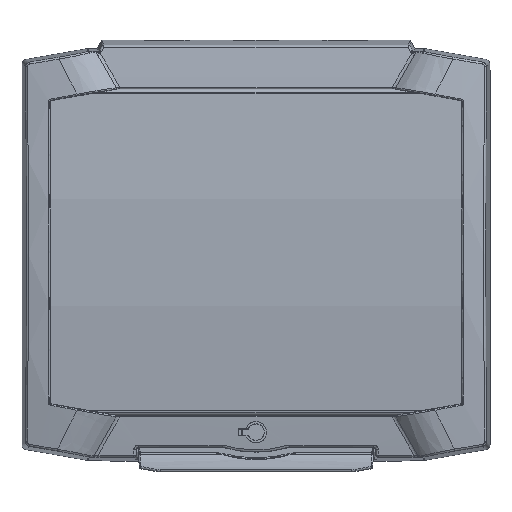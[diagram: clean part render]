
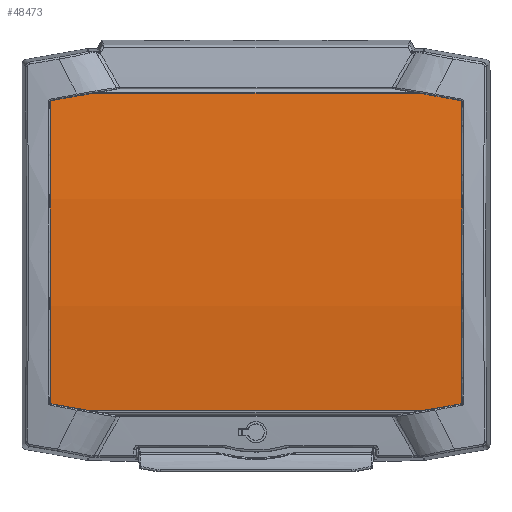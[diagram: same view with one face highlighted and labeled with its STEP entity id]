
A CAD part, top view. The second image highlights one B-rep face of the part: STEP entity #48473.
In plain terms, the highlighted cylindrical face has radius 598.5 mm (diameter 1197 mm), a partial arc.
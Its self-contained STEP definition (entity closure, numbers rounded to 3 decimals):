
#2897=LINE('',#84625,#7108);
#2907=LINE('',#84655,#7118);
#2910=LINE('',#84663,#7121);
#2911=LINE('',#84667,#7122);
#2912=LINE('',#84671,#7123);
#2913=LINE('',#84675,#7124);
#7108=VECTOR('',#59545,0.443);
#7118=VECTOR('',#59571,178.);
#7121=VECTOR('',#59580,0.443);
#7122=VECTOR('',#59583,178.);
#7123=VECTOR('',#59586,0.443);
#7124=VECTOR('',#59589,0.443);
#13332=FACE_OUTER_BOUND('',#16159,.T.);
#16159=EDGE_LOOP('',(#36402,#36403,#36404,#36405,#36406,#36407,#36408,#36409,
#36410,#36411,#36412,#36413));
#18823=CIRCLE('',#52019,598.5);
#18824=CIRCLE('',#52020,598.5);
#18825=CIRCLE('',#52021,598.5);
#18826=CIRCLE('',#52022,598.5);
#18827=CIRCLE('',#52023,598.5);
#18828=CIRCLE('',#52024,598.5);
#21440=VERTEX_POINT('',#84618);
#21443=VERTEX_POINT('',#84623);
#21454=VERTEX_POINT('',#84653);
#21455=VERTEX_POINT('',#84654);
#21456=VERTEX_POINT('',#84660);
#21457=VERTEX_POINT('',#84662);
#21458=VERTEX_POINT('',#84664);
#21459=VERTEX_POINT('',#84666);
#21460=VERTEX_POINT('',#84668);
#21461=VERTEX_POINT('',#84670);
#21462=VERTEX_POINT('',#84672);
#21463=VERTEX_POINT('',#84674);
#26927=EDGE_CURVE('',#21443,#21440,#2897,.T.);
#26941=EDGE_CURVE('',#21454,#21455,#2907,.T.);
#26944=EDGE_CURVE('',#21455,#21440,#18823,.T.);
#26945=EDGE_CURVE('',#21456,#21443,#18824,.T.);
#26946=EDGE_CURVE('',#21457,#21456,#2910,.T.);
#26947=EDGE_CURVE('',#21457,#21458,#18825,.T.);
#26948=EDGE_CURVE('',#21458,#21459,#2911,.T.);
#26949=EDGE_CURVE('',#21459,#21460,#18826,.T.);
#26950=EDGE_CURVE('',#21461,#21460,#2912,.T.);
#26951=EDGE_CURVE('',#21462,#21461,#18827,.T.);
#26952=EDGE_CURVE('',#21463,#21462,#2913,.T.);
#26953=EDGE_CURVE('',#21463,#21454,#18828,.T.);
#36402=ORIENTED_EDGE('',*,*,#26944,.T.);
#36403=ORIENTED_EDGE('',*,*,#26927,.F.);
#36404=ORIENTED_EDGE('',*,*,#26945,.F.);
#36405=ORIENTED_EDGE('',*,*,#26946,.F.);
#36406=ORIENTED_EDGE('',*,*,#26947,.T.);
#36407=ORIENTED_EDGE('',*,*,#26948,.T.);
#36408=ORIENTED_EDGE('',*,*,#26949,.T.);
#36409=ORIENTED_EDGE('',*,*,#26950,.F.);
#36410=ORIENTED_EDGE('',*,*,#26951,.F.);
#36411=ORIENTED_EDGE('',*,*,#26952,.F.);
#36412=ORIENTED_EDGE('',*,*,#26953,.T.);
#36413=ORIENTED_EDGE('',*,*,#26941,.T.);
#46591=CYLINDRICAL_SURFACE('',#52018,598.5);
#48473=ADVANCED_FACE('',(#13332),#46591,.T.);
#52018=AXIS2_PLACEMENT_3D('',#84658,#59574,#59575);
#52019=AXIS2_PLACEMENT_3D('',#84659,#59576,#59577);
#52020=AXIS2_PLACEMENT_3D('',#84661,#59578,#59579);
#52021=AXIS2_PLACEMENT_3D('',#84665,#59581,#59582);
#52022=AXIS2_PLACEMENT_3D('',#84669,#59584,#59585);
#52023=AXIS2_PLACEMENT_3D('',#84673,#59587,#59588);
#52024=AXIS2_PLACEMENT_3D('',#84676,#59590,#59591);
#59545=DIRECTION('',(1.,0.,0.));
#59571=DIRECTION('',(-1.,0.,0.));
#59574=DIRECTION('center_axis',(-1.,0.,0.));
#59575=DIRECTION('ref_axis',(0.,-1.,0.));
#59576=DIRECTION('center_axis',(-1.,0.,0.));
#59577=DIRECTION('ref_axis',(0.,-1.,0.));
#59578=DIRECTION('center_axis',(-1.,0.,0.));
#59579=DIRECTION('ref_axis',(0.,-1.,0.));
#59580=DIRECTION('',(-1.,0.,0.));
#59581=DIRECTION('center_axis',(-1.,0.,0.));
#59582=DIRECTION('ref_axis',(0.,-1.,0.));
#59583=DIRECTION('',(1.,0.,0.));
#59584=DIRECTION('center_axis',(1.,0.,0.));
#59585=DIRECTION('ref_axis',(0.,-1.,0.));
#59586=DIRECTION('',(-1.,0.,0.));
#59587=DIRECTION('center_axis',(1.,0.,0.));
#59588=DIRECTION('ref_axis',(0.,-1.,0.));
#59589=DIRECTION('',(1.,0.,0.));
#59590=DIRECTION('center_axis',(1.,0.,0.));
#59591=DIRECTION('ref_axis',(0.,-1.,0.));
#84618=CARTESIAN_POINT('',(-89.,68.071,10.116));
#84623=CARTESIAN_POINT('',(-89.443,68.071,10.116));
#84625=CARTESIAN_POINT('',(-89.443,68.071,10.116));
#84653=CARTESIAN_POINT('',(89.,67.5,10.181));
#84654=CARTESIAN_POINT('',(-89.,67.5,10.181));
#84655=CARTESIAN_POINT('',(89.,67.5,10.181));
#84658=CARTESIAN_POINT('Origin',(0.,0.,-584.5));
#84659=CARTESIAN_POINT('Origin',(-89.,0.,-584.5));
#84660=CARTESIAN_POINT('',(-89.443,-68.071,10.116));
#84661=CARTESIAN_POINT('Origin',(-89.443,0.,-584.5));
#84662=CARTESIAN_POINT('',(-89.,-68.071,10.116));
#84663=CARTESIAN_POINT('',(-89.,-68.071,10.116));
#84664=CARTESIAN_POINT('',(-89.,-67.5,10.181));
#84665=CARTESIAN_POINT('Origin',(-89.,0.,-584.5));
#84666=CARTESIAN_POINT('',(89.,-67.5,10.181));
#84667=CARTESIAN_POINT('',(-89.,-67.5,10.181));
#84668=CARTESIAN_POINT('',(89.,-68.071,10.116));
#84669=CARTESIAN_POINT('Origin',(89.,0.,-584.5));
#84670=CARTESIAN_POINT('',(89.443,-68.071,10.116));
#84671=CARTESIAN_POINT('',(89.443,-68.071,10.116));
#84672=CARTESIAN_POINT('',(89.443,68.071,10.116));
#84673=CARTESIAN_POINT('Origin',(89.443,0.,-584.5));
#84674=CARTESIAN_POINT('',(89.,68.071,10.116));
#84675=CARTESIAN_POINT('',(89.,68.071,10.116));
#84676=CARTESIAN_POINT('Origin',(89.,0.,-584.5));
